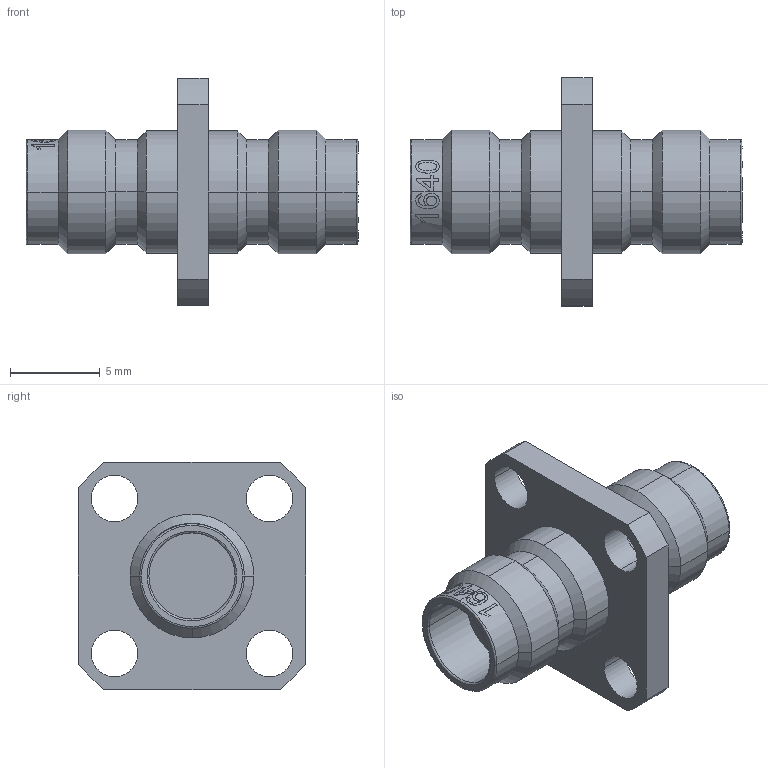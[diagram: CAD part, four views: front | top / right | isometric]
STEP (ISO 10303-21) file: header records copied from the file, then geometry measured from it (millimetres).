
FILE_DESCRIPTION (( 'STEP AP214' ), '1' );
FILE_NAME ('FMAD1640_3D.step', '2023-03-13T20:45:39', ( '' ), ( '' ), 'SwSTEP 2.0', 'SolidWorks 2022', '' );
FILE_SCHEMA (( 'AUTOMOTIVE_DESIGN' ));
Length unit declared in the file: inch
Products named in the file (1): FMAD1640_3D
Bounding box: 18.5 x 12.7 x 12.7 mm (x, y, z)
Volume: 662.5 mm3; surface area: 841.7 mm2
Topology: 1 solids, 1 shells, 133 faces, 324 edges, 204 vertices
Faces by surface type: cylinder 51, bspline 38, plane 27, cone 17
Entity records: 6624 total; most frequent: CARTESIAN_POINT 3682, ORIENTED_EDGE 648, DIRECTION 528, EDGE_CURVE 324, AXIS2_PLACEMENT_3D 214, VERTEX_POINT 204, EDGE_LOOP 152, ADVANCED_FACE 133
